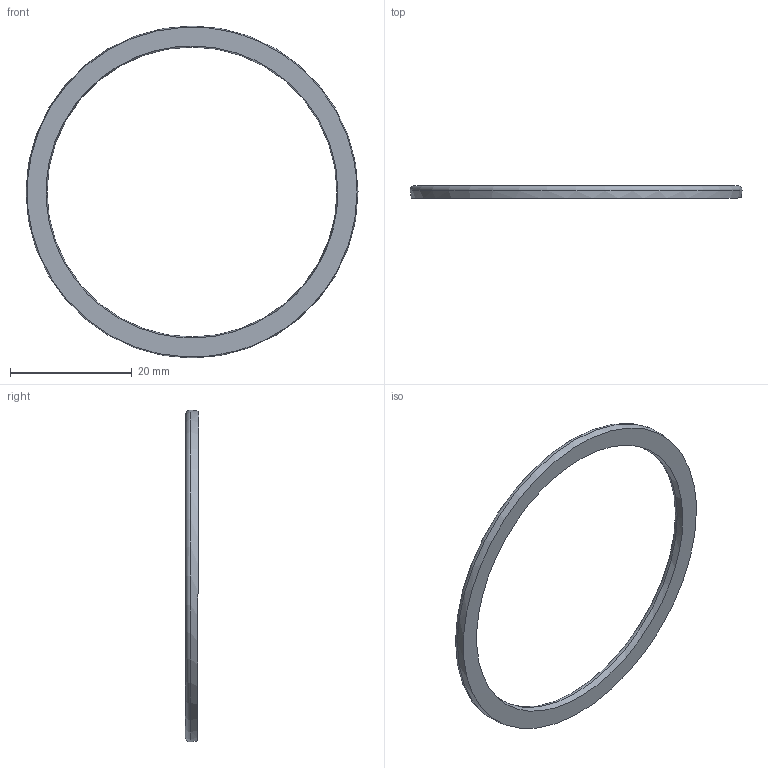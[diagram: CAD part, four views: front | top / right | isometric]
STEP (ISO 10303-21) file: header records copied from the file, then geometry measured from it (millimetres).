
FILE_DESCRIPTION(/* description */ (''),/* implementation_level */ '2;1');
FILE_NAME(/* name */ 'FABRICA Lid Gasket.step',/* time_stamp */ '2022-10-12T09:07:42-04:00',/* author */ (''),/* organization */ (''),/* preprocessor_version */ 'ST-DEVELOPER v19',/* originating_system */ 'Autodesk Translation Framework v11.7.0.108',/* authorisation */ '');
FILE_SCHEMA (('AUTOMOTIVE_DESIGN { 1 0 10303 214 3 1 1 }'));
Length unit declared in the file: millimetre
Products named in the file (1): FABRICA Lid Gasket
Bounding box: 54.45 x 2.15 x 54.45 mm (x, y, z)
Volume: 1047.4 mm3; surface area: 1601.7 mm2
Topology: 1 solids, 1 shells, 6 faces, 15 edges, 10 vertices
Faces by surface type: torus 2, cone 2, plane 1, bspline 1
Entity records: 919 total; most frequent: CARTESIAN_POINT 733, ORIENTED_EDGE 30, DIRECTION 30, EDGE_CURVE 15, AXIS2_PLACEMENT_3D 14, VERTEX_POINT 10, CIRCLE 8, EDGE_LOOP 7
